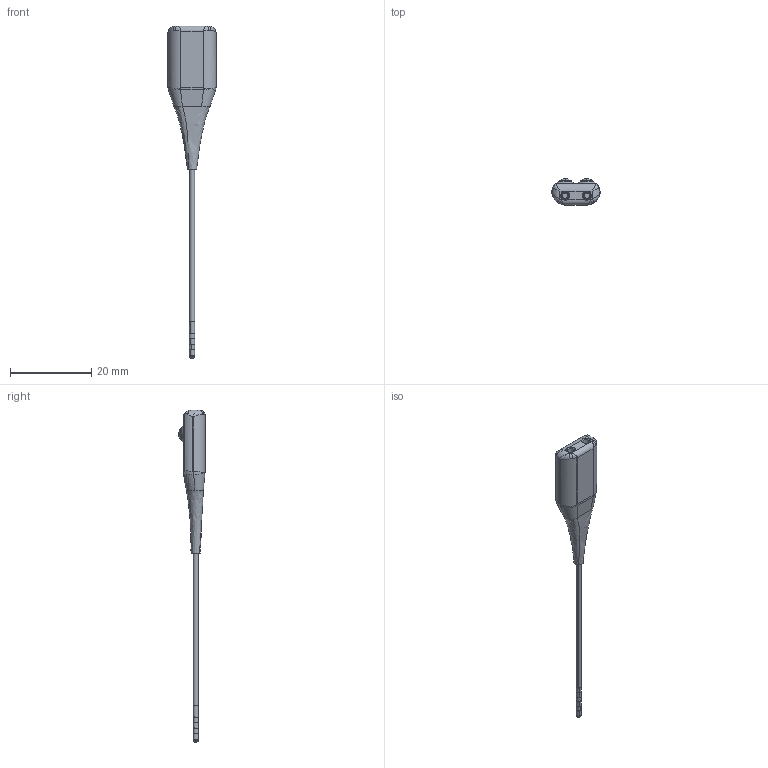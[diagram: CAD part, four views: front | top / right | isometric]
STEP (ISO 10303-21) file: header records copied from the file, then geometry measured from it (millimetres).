
FILE_DESCRIPTION (( 'STEP AP214' ), '1' );
FILE_NAME ('8340, Lead Extension, Rev 1.2.STEP', '2025-02-14T15:57:44', ( '' ), ( '' ), 'SwSTEP 2.0', 'SolidWorks 2022', '' );
FILE_SCHEMA (( 'AUTOMOTIVE_DESIGN' ));
Length unit declared in the file: inch
Products named in the file (15): XXXX, Outer Tubing 80A, 1.245mm, Rev 1.0; 2x4 Balstack; Inner Connect XXXX, Outer Tubing 80A 60 mm, Rev 1.0; 8158 Proximal Contact-3 mm Rev 1.0; 8184, Proximal Lead Tip, Rev. 1.0; 2 connector Innerconnect XXXX, Lead Assembly, Rev. 1.1; 8263 Peak Single Lumen Tube Rev 1.0; NK SCR 001 #2-56 X .062 LONG CUP POINT SETSCREW REV. 3.0_NT10015-000_A; MAN_BalCon_27Mar2019; 8159 Proximal Contact-1.5 mm Rev 1.0; septum top cover; 8340, Lead Extension, Rev 1.2; MAN_BalSeal; 8XXX, 2X2 Interconnect - Main, Rev 0.3; MAN_ExtenderConnectorBlock
Assembly tree (20 placements, depth 3):
  8340, Lead Extension, Rev 1.2
    septum top cover
    8XXX, 2X2 Interconnect - Main, Rev 0.3
    2x4 Balstack  x2
      MAN_ExtenderConnectorBlock
      MAN_BalCon_27Mar2019
      MAN_BalSeal
    2 connector Innerconnect XXXX, Lead Assembly, Rev. 1.1
      8158 Proximal Contact-3 mm Rev 1.0
      8184, Proximal Lead Tip, Rev. 1.0
      Inner Connect XXXX, Outer Tubing 80A 60 mm, Rev 1.0
      XXXX, Outer Tubing 80A, 1.245mm, Rev 1.0  x2
      8159 Proximal Contact-1.5 mm Rev 1.0  x2
    NK SCR 001 #2-56 X .062 LONG CUP POINT SETSCREW REV. 3.0_NT10015-000_A  x2
    8263 Peak Single Lumen Tube Rev 1.0
Bounding box: 11.9 x 6.43 x 81.91 mm (x, y, z)
Volume: 1049.9 mm3; surface area: 2728.4 mm2
Topology: 22 solids, 22 shells, 669 faces, 1517 edges, 893 vertices
Faces by surface type: cylinder 215, torus 166, plane 163, cone 82, bspline 27, sphere 16
Entity records: 14786 total; most frequent: CARTESIAN_POINT 4767, DIRECTION 1993, ORIENTED_EDGE 1842, EDGE_CURVE 921, AXIS2_PLACEMENT_3D 825, VERTEX_POINT 558, EDGE_LOOP 433, CIRCLE 429
